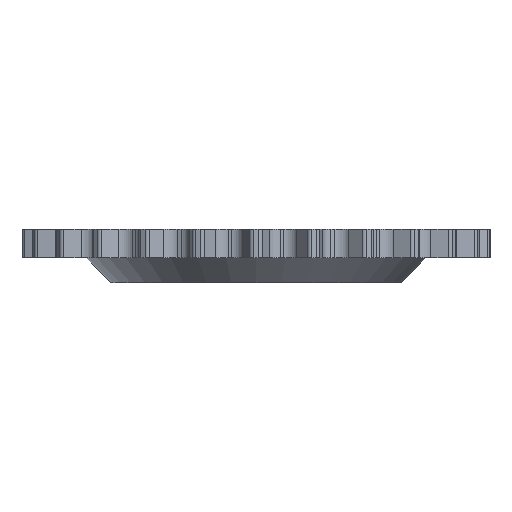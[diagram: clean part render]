
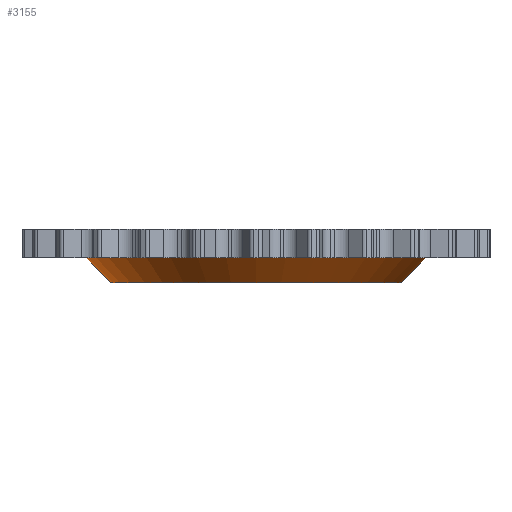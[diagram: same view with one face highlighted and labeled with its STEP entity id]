
A CAD part, front view. The second image highlights one B-rep face of the part: STEP entity #3155.
In plain terms, the highlighted conical face has half-angle 45 degrees and reference radius 117.5 mm.
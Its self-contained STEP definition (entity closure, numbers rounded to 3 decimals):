
#93 = EDGE_CURVE ( 'NONE', #4088, #5553, #1868, .T. ) ;
#368 = CARTESIAN_POINT ( 'NONE',  ( 117.5, 0., 518.5 ) ) ;
#671 = EDGE_CURVE ( 'NONE', #4088, #9923, #9180, .T. ) ;
#780 = DIRECTION ( 'NONE',  ( -0.707, 0., 0.707 ) ) ;
#1042 = ORIENTED_EDGE ( 'NONE', *, *, #1375, .F. ) ;
#1070 = ORIENTED_EDGE ( 'NONE', *, *, #671, .F. ) ;
#1162 = ORIENTED_EDGE ( 'NONE', *, *, #93, .T. ) ;
#1364 = DIRECTION ( 'NONE',  ( 0., 0., -1. ) ) ;
#1375 = EDGE_CURVE ( 'NONE', #2560, #5553, #5291, .T. ) ;
#1702 = CARTESIAN_POINT ( 'NONE',  ( 117.5, 0., 518.5 ) ) ;
#1868 = LINE ( 'NONE', #368, #8165 ) ;
#2287 = DIRECTION ( 'NONE',  ( 1., 0., 0. ) ) ;
#2550 = AXIS2_PLACEMENT_3D ( 'NONE', #7071, #3158, #7794 ) ;
#2560 = VERTEX_POINT ( 'NONE', #9639 ) ;
#2962 = CARTESIAN_POINT ( 'NONE',  ( 0., 0., 518.5 ) ) ;
#3155 = ADVANCED_FACE ( 'NONE', ( #8275 ), #9590, .T. ) ;
#3158 = DIRECTION ( 'NONE',  ( 0., 0., 1. ) ) ;
#3561 = DIRECTION ( 'NONE',  ( -1., 0., 0. ) ) ;
#3697 = CARTESIAN_POINT ( 'NONE',  ( 137.5, 0., 538.5 ) ) ;
#3704 = EDGE_LOOP ( 'NONE', ( #8069, #1070, #1162, #1042 ) ) ;
#4088 = VERTEX_POINT ( 'NONE', #1702 ) ;
#4418 = VECTOR ( 'NONE', #780, 1000. ) ;
#5041 = AXIS2_PLACEMENT_3D ( 'NONE', #2962, #9244, #2287 ) ;
#5291 = CIRCLE ( 'NONE', #2550, 137.5 ) ;
#5553 = VERTEX_POINT ( 'NONE', #3697 ) ;
#5910 = EDGE_CURVE ( 'NONE', #9923, #2560, #6405, .T. ) ;
#6057 = AXIS2_PLACEMENT_3D ( 'NONE', #8322, #1364, #3561 ) ;
#6405 = LINE ( 'NONE', #7714, #4418 ) ;
#7071 = CARTESIAN_POINT ( 'NONE',  ( 0., 0., 538.5 ) ) ;
#7190 = DIRECTION ( 'NONE',  ( 0.707, 0., 0.707 ) ) ;
#7714 = CARTESIAN_POINT ( 'NONE',  ( -117.5, 0., 518.5 ) ) ;
#7794 = DIRECTION ( 'NONE',  ( -1., 0., 0. ) ) ;
#8069 = ORIENTED_EDGE ( 'NONE', *, *, #5910, .F. ) ;
#8165 = VECTOR ( 'NONE', #7190, 1000. ) ;
#8220 = CARTESIAN_POINT ( 'NONE',  ( -117.5, 0., 518.5 ) ) ;
#8275 = FACE_OUTER_BOUND ( 'NONE', #3704, .T. ) ;
#8322 = CARTESIAN_POINT ( 'NONE',  ( 0., 0., 518.5 ) ) ;
#9180 = CIRCLE ( 'NONE', #6057, 117.5 ) ;
#9244 = DIRECTION ( 'NONE',  ( 0., 0., 1. ) ) ;
#9590 = CONICAL_SURFACE ( 'NONE', #5041, 117.5, 0.785 ) ;
#9639 = CARTESIAN_POINT ( 'NONE',  ( -137.5, 0., 538.5 ) ) ;
#9923 = VERTEX_POINT ( 'NONE', #8220 ) ;
